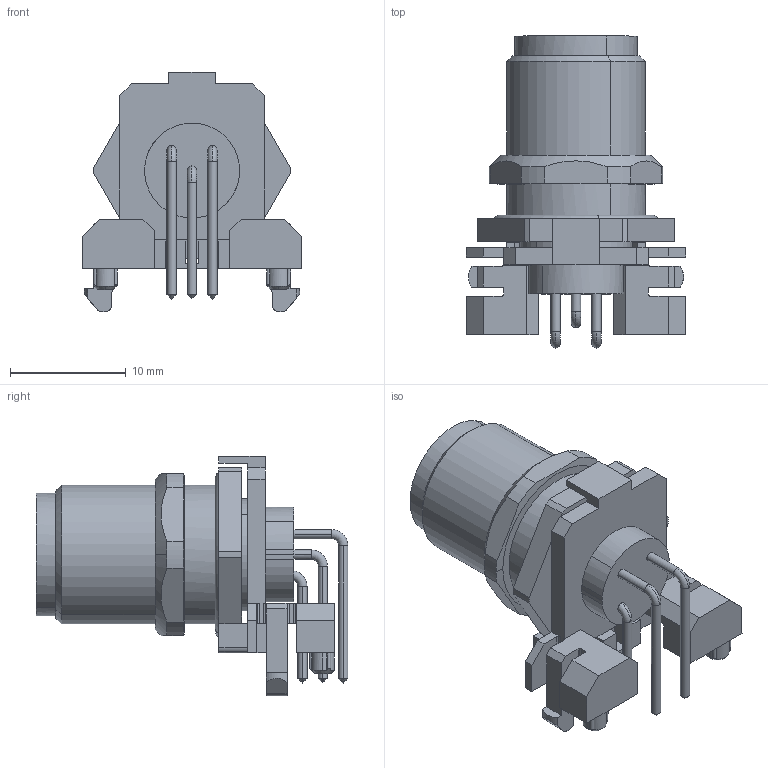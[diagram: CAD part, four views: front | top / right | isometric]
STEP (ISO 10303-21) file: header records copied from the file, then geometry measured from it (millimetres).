
FILE_DESCRIPTION(('CATIA V5 STEP Exchange','CAx-IF Rec.Pracs.--- Model Styling and Organization---1.4--- 2014-01-23'),'2;1');
FILE_NAME ('D1461912_1_2423720000_2423720000.stp','2021-01-03T11:32:51+00:00',('none'),('Weidmueller'),'CATIA Version 5-6 Release 2016 SP3 HF44','CATIA V5 STEP AP214','none');
FILE_SCHEMA(('AUTOMOTIVE_DESIGN { 1 0 10303 214 1 1 1 1 }'));
Length unit declared in the file: millimetre
Products named in the file (1): 2423720000
Bounding box: 19 x 26.96 x 20.7 mm (x, y, z)
Volume: 2483.6 mm3; surface area: 4281.2 mm2
Topology: 14 solids, 22 shells, 475 faces, 1307 edges, 874 vertices
Faces by surface type: plane 185, cylinder 148, bspline 59, cone 45, torus 38
Entity records: 16013 total; most frequent: CARTESIAN_POINT 4963, ORIENTED_EDGE 2594, DIRECTION 1706, EDGE_CURVE 1297, VERTEX_POINT 874, AXIS2_PLACEMENT_3D 734, VECTOR 583, LINE 583
